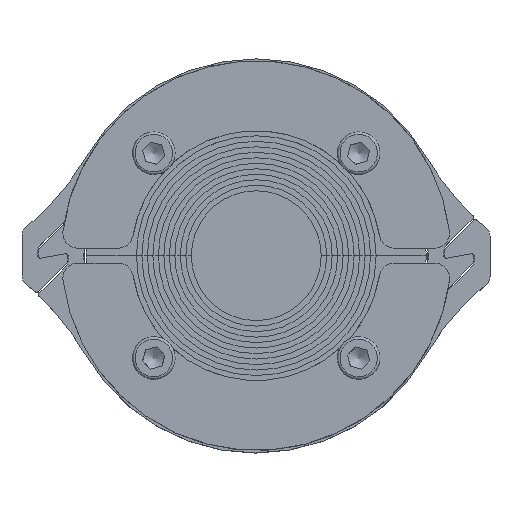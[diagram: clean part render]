
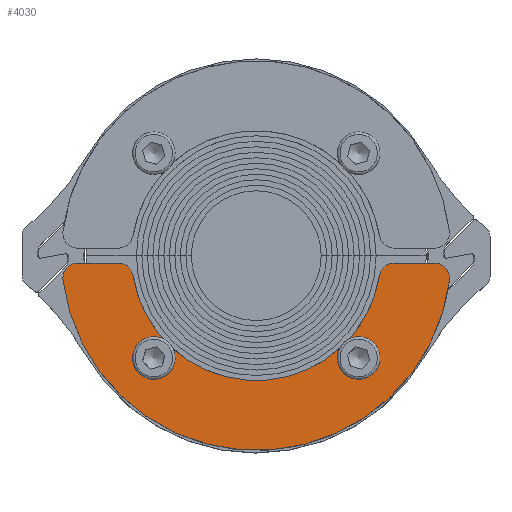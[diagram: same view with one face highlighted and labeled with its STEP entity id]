
A CAD part, top view. The second image highlights one B-rep face of the part: STEP entity #4030.
In plain terms, the highlighted planar face has unit normal (0, 0, 1).
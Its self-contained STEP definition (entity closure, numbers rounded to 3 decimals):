
#213=FACE_OUTER_BOUND('',#440,.T.);
#440=EDGE_LOOP('',(#2732,#2733,#2734,#2735,#2736,#2737,#2738,#2739,#2740,
#2741,#2742,#2743,#2744));
#681=LINE('',#6320,#985);
#682=LINE('',#6328,#986);
#985=VECTOR('',#5076,10.);
#986=VECTOR('',#5083,10.);
#1299=CIRCLE('',#4352,4.25);
#1300=CIRCLE('',#4361,25.);
#1301=CIRCLE('',#4362,3.);
#1302=CIRCLE('',#4363,3.);
#1303=CIRCLE('',#4364,39.);
#1304=CIRCLE('',#4365,3.);
#1305=CIRCLE('',#4366,3.);
#1306=CIRCLE('',#4367,25.);
#1307=CIRCLE('',#4368,4.25);
#1308=CIRCLE('',#4369,4.25);
#1309=CIRCLE('',#4370,25.);
#1554=VERTEX_POINT('',#6232);
#1555=VERTEX_POINT('',#6233);
#1577=VERTEX_POINT('',#6315);
#1578=VERTEX_POINT('',#6317);
#1579=VERTEX_POINT('',#6319);
#1580=VERTEX_POINT('',#6321);
#1581=VERTEX_POINT('',#6323);
#1582=VERTEX_POINT('',#6325);
#1583=VERTEX_POINT('',#6327);
#1584=VERTEX_POINT('',#6329);
#1585=VERTEX_POINT('',#6331);
#1586=VERTEX_POINT('',#6333);
#1587=VERTEX_POINT('',#6335);
#1994=EDGE_CURVE('',#1554,#1555,#1299,.T.);
#2010=EDGE_CURVE('',#1555,#1577,#1300,.T.);
#2011=EDGE_CURVE('',#1578,#1577,#1301,.T.);
#2012=EDGE_CURVE('',#1578,#1579,#681,.T.);
#2013=EDGE_CURVE('',#1580,#1579,#1302,.T.);
#2014=EDGE_CURVE('',#1580,#1581,#1303,.T.);
#2015=EDGE_CURVE('',#1582,#1581,#1304,.T.);
#2016=EDGE_CURVE('',#1582,#1583,#682,.T.);
#2017=EDGE_CURVE('',#1584,#1583,#1305,.T.);
#2018=EDGE_CURVE('',#1584,#1585,#1306,.T.);
#2019=EDGE_CURVE('',#1585,#1586,#1307,.T.);
#2020=EDGE_CURVE('',#1586,#1587,#1308,.T.);
#2021=EDGE_CURVE('',#1587,#1554,#1309,.T.);
#2732=ORIENTED_EDGE('',*,*,#1994,.T.);
#2733=ORIENTED_EDGE('',*,*,#2010,.T.);
#2734=ORIENTED_EDGE('',*,*,#2011,.F.);
#2735=ORIENTED_EDGE('',*,*,#2012,.T.);
#2736=ORIENTED_EDGE('',*,*,#2013,.F.);
#2737=ORIENTED_EDGE('',*,*,#2014,.T.);
#2738=ORIENTED_EDGE('',*,*,#2015,.F.);
#2739=ORIENTED_EDGE('',*,*,#2016,.T.);
#2740=ORIENTED_EDGE('',*,*,#2017,.F.);
#2741=ORIENTED_EDGE('',*,*,#2018,.T.);
#2742=ORIENTED_EDGE('',*,*,#2019,.T.);
#2743=ORIENTED_EDGE('',*,*,#2020,.T.);
#2744=ORIENTED_EDGE('',*,*,#2021,.T.);
#3667=PLANE('',#4360);
#4030=ADVANCED_FACE('',(#213),#3667,.T.);
#4352=AXIS2_PLACEMENT_3D('',#6269,#5046,#5047);
#4360=AXIS2_PLACEMENT_3D('',#6314,#5070,#5071);
#4361=AXIS2_PLACEMENT_3D('',#6316,#5072,#5073);
#4362=AXIS2_PLACEMENT_3D('',#6318,#5074,#5075);
#4363=AXIS2_PLACEMENT_3D('',#6322,#5077,#5078);
#4364=AXIS2_PLACEMENT_3D('',#6324,#5079,#5080);
#4365=AXIS2_PLACEMENT_3D('',#6326,#5081,#5082);
#4366=AXIS2_PLACEMENT_3D('',#6330,#5084,#5085);
#4367=AXIS2_PLACEMENT_3D('',#6332,#5086,#5087);
#4368=AXIS2_PLACEMENT_3D('',#6334,#5088,#5089);
#4369=AXIS2_PLACEMENT_3D('',#6336,#5090,#5091);
#4370=AXIS2_PLACEMENT_3D('',#6337,#5092,#5093);
#5046=DIRECTION('center_axis',(0.,0.,
-1.));
#5047=DIRECTION('ref_axis',(-0.707,-0.707,0.));
#5070=DIRECTION('center_axis',(0.,0.,
1.));
#5071=DIRECTION('ref_axis',(-1.,0.,0.));
#5072=DIRECTION('center_axis',(0.,0.,
-1.));
#5073=DIRECTION('ref_axis',(0.998,0.06,0.));
#5074=DIRECTION('center_axis',(0.,0.,
-1.));
#5075=DIRECTION('ref_axis',(0.648,0.762,0.));
#5076=DIRECTION('',(-1.,0.,0.));
#5077=DIRECTION('center_axis',(0.,0.,
-1.));
#5078=DIRECTION('ref_axis',(-0.75,0.661,0.));
#5079=DIRECTION('center_axis',(0.,0.,
1.));
#5080=DIRECTION('ref_axis',(-0.999,-0.038,0.));
#5081=DIRECTION('center_axis',(0.,0.,
-1.));
#5082=DIRECTION('ref_axis',(0.75,0.661,0.));
#5083=DIRECTION('',(-1.,0.,0.));
#5084=DIRECTION('center_axis',(0.,0.,
-1.));
#5085=DIRECTION('ref_axis',(-0.648,0.762,0.));
#5086=DIRECTION('center_axis',(0.,0.,
-1.));
#5087=DIRECTION('ref_axis',(0.998,0.06,0.));
#5088=DIRECTION('center_axis',(0.,0.,
-1.));
#5089=DIRECTION('ref_axis',(-0.707,0.707,0.));
#5090=DIRECTION('center_axis',(0.,0.,
-1.));
#5091=DIRECTION('ref_axis',(-0.707,0.707,0.));
#5092=DIRECTION('center_axis',(0.,0.,
-1.));
#5093=DIRECTION('ref_axis',(0.998,0.06,0.));
#6232=CARTESIAN_POINT('',(-16.71,-18.595,18.));
#6233=CARTESIAN_POINT('',(-18.595,-16.71,18.));
#6269=CARTESIAN_POINT('Origin',(-20.506,-20.506,18.));
#6314=CARTESIAN_POINT('Origin',(0.,-18.687,
18.));
#6315=CARTESIAN_POINT('',(-24.675,-4.018,18.));
#6316=CARTESIAN_POINT('Origin',(0.,0.,
18.));
#6317=CARTESIAN_POINT('',(-27.636,-1.5,18.));
#6318=CARTESIAN_POINT('Origin',(-27.636,-4.5,18.));
#6319=CARTESIAN_POINT('',(-35.718,-1.5,18.));
#6320=CARTESIAN_POINT('',(-24.955,-1.5,18.));
#6321=CARTESIAN_POINT('',(-38.694,-4.875,18.));
#6322=CARTESIAN_POINT('Origin',(-35.718,-4.5,18.));
#6323=CARTESIAN_POINT('',(38.694,-4.875,18.));
#6324=CARTESIAN_POINT('Origin',(0.,0.,
18.));
#6325=CARTESIAN_POINT('',(35.718,-1.5,18.));
#6326=CARTESIAN_POINT('Origin',(35.718,-4.5,18.));
#6327=CARTESIAN_POINT('',(27.636,-1.5,18.));
#6328=CARTESIAN_POINT('',(38.971,-1.5,18.));
#6329=CARTESIAN_POINT('',(24.675,-4.018,18.));
#6330=CARTESIAN_POINT('Origin',(27.636,-4.5,18.));
#6331=CARTESIAN_POINT('',(18.595,-16.71,18.));
#6332=CARTESIAN_POINT('Origin',(0.,0.,
18.));
#6333=CARTESIAN_POINT('',(23.511,-23.511,18.));
#6334=CARTESIAN_POINT('Origin',(20.506,-20.506,18.));
#6335=CARTESIAN_POINT('',(16.71,-18.595,18.));
#6336=CARTESIAN_POINT('Origin',(20.506,-20.506,18.));
#6337=CARTESIAN_POINT('Origin',(0.,0.,
18.));
